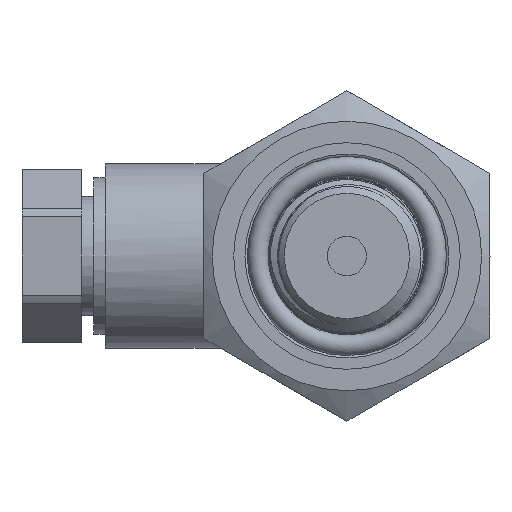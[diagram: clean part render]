
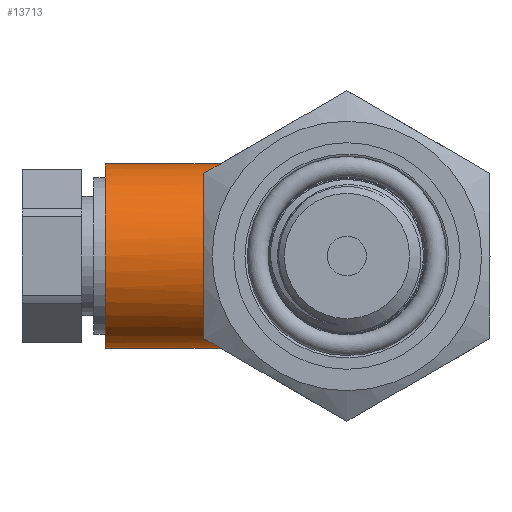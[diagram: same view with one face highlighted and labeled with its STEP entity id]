
A CAD part, left-side view. The second image highlights one B-rep face of the part: STEP entity #13713.
In plain terms, the highlighted cylindrical face has radius 7.75 mm (diameter 15.5 mm), a full revolution.
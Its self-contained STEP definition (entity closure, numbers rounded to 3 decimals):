
#163=ELLIPSE('',#14401,7.752,7.75);
#1412=FACE_OUTER_BOUND('',#2210,.T.);
#2210=EDGE_LOOP('',(#12477,#12478,#12479,#12480,#12481,#12482,#12483,#12484,
#12485,#12486,#12487,#12488,#12489));
#2471=CIRCLE('',#14399,7.75);
#2472=CIRCLE('',#14400,7.75);
#2473=CIRCLE('',#14402,7.75);
#2474=CIRCLE('',#14403,7.75);
#2475=CIRCLE('',#14404,7.75);
#3282=B_SPLINE_CURVE_WITH_KNOTS('',3,(#84872,#84873,#84874,#84875,#84876,
#84877),.UNSPECIFIED.,.F.,.F.,(4,2,4),(0.,0.197,0.394),
 .UNSPECIFIED.);
#3290=B_SPLINE_CURVE_WITH_KNOTS('',3,(#87921,#87922,#87923,#87924,#87925,
#87926),.UNSPECIFIED.,.F.,.F.,(4,2,4),(-0.394,-0.197,
0.),.UNSPECIFIED.);
#3291=B_SPLINE_CURVE_WITH_KNOTS('',3,(#87928,#87929,#87930,#87931,#87932,
#87933),.UNSPECIFIED.,.F.,.F.,(4,2,4),(-1.208,-1.012,
-0.815),.UNSPECIFIED.);
#3292=B_SPLINE_CURVE_WITH_KNOTS('',3,(#87937,#87938,#87939,#87940,#87941,
#87942,#87943,#87944,#87945,#87946),.UNSPECIFIED.,.F.,.F.,(4,2,2,2,4),(-1.982,
-1.821,-1.654,-1.486,-1.325),
 .UNSPECIFIED.);
#3293=B_SPLINE_CURVE_WITH_KNOTS('',3,(#87949,#87950,#87951,#87952,#87953,
#87954),.UNSPECIFIED.,.F.,.F.,(4,2,4),(-0.394,-0.197,
0.),.UNSPECIFIED.);
#4201=LINE('',#87913,#5200);
#5200=VECTOR('',#16581,7.75);
#6571=VERTEX_POINT('',#84869);
#6572=VERTEX_POINT('',#84871);
#6577=VERTEX_POINT('',#87911);
#6578=VERTEX_POINT('',#87914);
#6579=VERTEX_POINT('',#87916);
#6580=VERTEX_POINT('',#87918);
#6581=VERTEX_POINT('',#87920);
#6582=VERTEX_POINT('',#87927);
#6583=VERTEX_POINT('',#87934);
#6584=VERTEX_POINT('',#87936);
#6585=VERTEX_POINT('',#87947);
#8567=EDGE_CURVE('',#6572,#6571,#3282,.T.);
#8578=EDGE_CURVE('',#6577,#6577,#2471,.T.);
#8579=EDGE_CURVE('',#6577,#6572,#4201,.T.);
#8580=EDGE_CURVE('',#6571,#6578,#2472,.F.);
#8581=EDGE_CURVE('',#6578,#6579,#163,.F.);
#8582=EDGE_CURVE('',#6579,#6580,#2473,.F.);
#8583=EDGE_CURVE('',#6580,#6581,#3290,.T.);
#8584=EDGE_CURVE('',#6581,#6582,#3291,.T.);
#8585=EDGE_CURVE('',#6582,#6583,#2474,.F.);
#8586=EDGE_CURVE('',#6583,#6584,#3292,.T.);
#8587=EDGE_CURVE('',#6584,#6585,#2475,.F.);
#8588=EDGE_CURVE('',#6585,#6572,#3293,.T.);
#12477=ORIENTED_EDGE('',*,*,#8578,.T.);
#12478=ORIENTED_EDGE('',*,*,#8579,.T.);
#12479=ORIENTED_EDGE('',*,*,#8567,.T.);
#12480=ORIENTED_EDGE('',*,*,#8580,.T.);
#12481=ORIENTED_EDGE('',*,*,#8581,.T.);
#12482=ORIENTED_EDGE('',*,*,#8582,.T.);
#12483=ORIENTED_EDGE('',*,*,#8583,.T.);
#12484=ORIENTED_EDGE('',*,*,#8584,.T.);
#12485=ORIENTED_EDGE('',*,*,#8585,.T.);
#12486=ORIENTED_EDGE('',*,*,#8586,.T.);
#12487=ORIENTED_EDGE('',*,*,#8587,.T.);
#12488=ORIENTED_EDGE('',*,*,#8588,.T.);
#12489=ORIENTED_EDGE('',*,*,#8579,.F.);
#13004=CYLINDRICAL_SURFACE('',#14398,7.75);
#13713=ADVANCED_FACE('',(#1412),#13004,.T.);
#14398=AXIS2_PLACEMENT_3D('',#87910,#16577,#16578);
#14399=AXIS2_PLACEMENT_3D('',#87912,#16579,#16580);
#14400=AXIS2_PLACEMENT_3D('',#87915,#16582,#16583);
#14401=AXIS2_PLACEMENT_3D('',#87917,#16584,#16585);
#14402=AXIS2_PLACEMENT_3D('',#87919,#16586,#16587);
#14403=AXIS2_PLACEMENT_3D('',#87935,#16588,#16589);
#14404=AXIS2_PLACEMENT_3D('',#87948,#16590,#16591);
#16577=DIRECTION('center_axis',(0.,1.,0.));
#16578=DIRECTION('ref_axis',(0.,0.,-1.));
#16579=DIRECTION('center_axis',(0.,-1.,0.));
#16580=DIRECTION('ref_axis',(0.,0.,-1.));
#16581=DIRECTION('',(0.,-1.,0.));
#16582=DIRECTION('center_axis',(0.,-1.,0.));
#16583=DIRECTION('ref_axis',(0.,0.,-1.));
#16584=DIRECTION('center_axis',(-0.021,-1.,
0.));
#16585=DIRECTION('ref_axis',(1.,-0.021,0.));
#16586=DIRECTION('center_axis',(0.,-1.,0.));
#16587=DIRECTION('ref_axis',(0.,0.,-1.));
#16588=DIRECTION('center_axis',(0.,-1.,0.));
#16589=DIRECTION('ref_axis',(0.,0.,-1.));
#16590=DIRECTION('center_axis',(0.,-1.,0.));
#16591=DIRECTION('ref_axis',(0.,0.,-1.));
#84869=CARTESIAN_POINT('',(3.808,7.75,6.75));
#84871=CARTESIAN_POINT('',(0.,6.75,7.75));
#84872=CARTESIAN_POINT('Ctrl Pts',(0.,6.75,7.75));
#84873=CARTESIAN_POINT('Ctrl Pts',(0.618,6.972,7.75));
#84874=CARTESIAN_POINT('Ctrl Pts',(1.289,7.215,7.672));
#84875=CARTESIAN_POINT('Ctrl Pts',(2.598,7.602,7.333));
#84876=CARTESIAN_POINT('Ctrl Pts',(3.236,7.75,7.072));
#84877=CARTESIAN_POINT('Ctrl Pts',(3.808,7.75,6.75));
#87910=CARTESIAN_POINT('Origin',(0.,3.5,0.));
#87911=CARTESIAN_POINT('',(0.,20.25,7.75));
#87912=CARTESIAN_POINT('Origin',(0.,20.25,0.));
#87913=CARTESIAN_POINT('',(0.,3.5,7.75));
#87914=CARTESIAN_POINT('',(6.5,7.75,4.22));
#87915=CARTESIAN_POINT('Origin',(0.,7.75,0.));
#87916=CARTESIAN_POINT('',(6.5,7.75,-4.22));
#87917=CARTESIAN_POINT('Origin',(0.,7.885,0.));
#87918=CARTESIAN_POINT('',(3.808,7.75,-6.75));
#87919=CARTESIAN_POINT('Origin',(0.,7.75,0.));
#87920=CARTESIAN_POINT('',(0.,6.75,-7.75));
#87921=CARTESIAN_POINT('Ctrl Pts',(3.808,7.75,-6.75));
#87922=CARTESIAN_POINT('Ctrl Pts',(3.236,7.75,-7.072));
#87923=CARTESIAN_POINT('Ctrl Pts',(2.598,7.602,-7.333));
#87924=CARTESIAN_POINT('Ctrl Pts',(1.289,7.215,-7.672));
#87925=CARTESIAN_POINT('Ctrl Pts',(0.618,6.972,-7.75));
#87926=CARTESIAN_POINT('Ctrl Pts',(0.,6.75,-7.75));
#87927=CARTESIAN_POINT('',(-3.808,7.75,-6.75));
#87928=CARTESIAN_POINT('Ctrl Pts',(0.,6.75,-7.75));
#87929=CARTESIAN_POINT('Ctrl Pts',(-0.618,6.972,-7.75));
#87930=CARTESIAN_POINT('Ctrl Pts',(-1.289,7.215,-7.672));
#87931=CARTESIAN_POINT('Ctrl Pts',(-2.598,7.602,-7.333));
#87932=CARTESIAN_POINT('Ctrl Pts',(-3.236,7.75,-7.072));
#87933=CARTESIAN_POINT('Ctrl Pts',(-3.808,7.75,-6.75));
#87934=CARTESIAN_POINT('',(-7.,7.75,-3.326));
#87935=CARTESIAN_POINT('Origin',(0.,7.75,0.));
#87936=CARTESIAN_POINT('',(-7.,7.75,3.326));
#87937=CARTESIAN_POINT('Ctrl Pts',(-7.,7.75,-3.326));
#87938=CARTESIAN_POINT('Ctrl Pts',(-7.232,7.75,-2.839));
#87939=CARTESIAN_POINT('Ctrl Pts',(-7.424,7.668,-2.295));
#87940=CARTESIAN_POINT('Ctrl Pts',(-7.686,7.495,-1.157));
#87941=CARTESIAN_POINT('Ctrl Pts',(-7.75,7.411,-0.559));
#87942=CARTESIAN_POINT('Ctrl Pts',(-7.75,7.411,0.559));
#87943=CARTESIAN_POINT('Ctrl Pts',(-7.686,7.495,1.157));
#87944=CARTESIAN_POINT('Ctrl Pts',(-7.424,7.668,2.295));
#87945=CARTESIAN_POINT('Ctrl Pts',(-7.232,7.75,2.839));
#87946=CARTESIAN_POINT('Ctrl Pts',(-7.,7.75,3.326));
#87947=CARTESIAN_POINT('',(-3.808,7.75,6.75));
#87948=CARTESIAN_POINT('Origin',(0.,7.75,0.));
#87949=CARTESIAN_POINT('Ctrl Pts',(-3.808,7.75,6.75));
#87950=CARTESIAN_POINT('Ctrl Pts',(-3.236,7.75,7.072));
#87951=CARTESIAN_POINT('Ctrl Pts',(-2.598,7.602,7.333));
#87952=CARTESIAN_POINT('Ctrl Pts',(-1.289,7.215,7.672));
#87953=CARTESIAN_POINT('Ctrl Pts',(-0.618,6.972,7.75));
#87954=CARTESIAN_POINT('Ctrl Pts',(0.,6.75,7.75));
